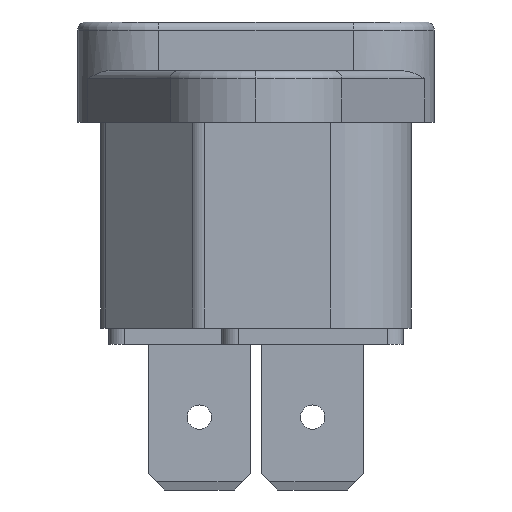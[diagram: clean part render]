
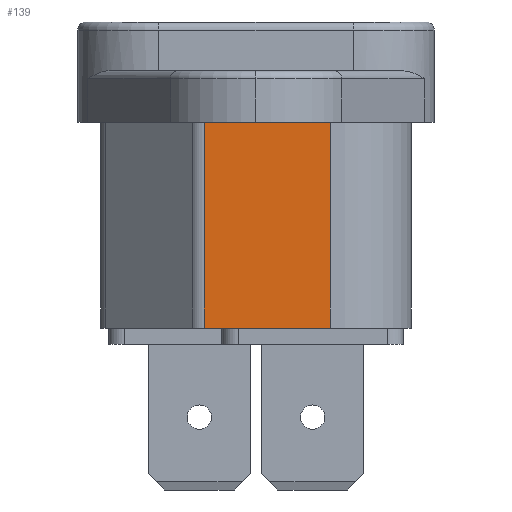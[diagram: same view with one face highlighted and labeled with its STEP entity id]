
A CAD part, left-side view. The second image highlights one B-rep face of the part: STEP entity #139.
In plain terms, the highlighted planar face has unit normal (-1, 0, 0).
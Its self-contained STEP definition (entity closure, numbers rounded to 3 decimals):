
#122 = ORIENTED_EDGE ( 'NONE', *, *, #133, .T. ) ;
#131 = ORIENTED_EDGE ( 'NONE', *, *, #136, .F. ) ;
#133 = EDGE_CURVE ( 'NONE', #1199, #1357, #1742, .T. ) ;
#135 = EDGE_LOOP ( 'NONE', ( #137, #131, #140, #122 ) ) ;
#136 = EDGE_CURVE ( 'NONE', #1200, #1433, #1738, .T. ) ;
#137 = ORIENTED_EDGE ( 'NONE', *, *, #1356, .T. ) ;
#139 = ADVANCED_FACE ( 'NONE', ( #1734 ), #1732, .F. ) ;
#140 = ORIENTED_EDGE ( 'NONE', *, *, #1204, .F. ) ;
#1199 = VERTEX_POINT ( 'NONE', #3615 ) ;
#1200 = VERTEX_POINT ( 'NONE', #3674 ) ;
#1204 = EDGE_CURVE ( 'NONE', #1199, #1200, #3672, .T. ) ;
#1356 = EDGE_CURVE ( 'NONE', #1357, #1433, #3904, .T. ) ;
#1357 = VERTEX_POINT ( 'NONE', #3900 ) ;
#1433 = VERTEX_POINT ( 'NONE', #4083 ) ;
#1728 = DIRECTION ( 'NONE',  ( 0., 0., -1. ) ) ;
#1729 = DIRECTION ( 'NONE',  ( 1., 0., 0. ) ) ;
#1730 = CARTESIAN_POINT ( 'NONE',  ( -13.5, -4.6, -12.7 ) ) ;
#1731 = AXIS2_PLACEMENT_3D ( 'NONE', #1730, #1729, #1728 ) ;
#1732 = PLANE ( 'NONE',  #1731 ) ;
#1734 = FACE_OUTER_BOUND ( 'NONE', #135, .T. ) ;
#1735 = DIRECTION ( 'NONE',  ( 0., 0., 1. ) ) ;
#1736 = VECTOR ( 'NONE', #1735, 1000. ) ;
#1737 = CARTESIAN_POINT ( 'NONE',  ( -13.5, 3.186, -12.7 ) ) ;
#1738 = LINE ( 'NONE', #1737, #1736 ) ;
#1739 = DIRECTION ( 'NONE',  ( 0., 0., 1. ) ) ;
#1740 = VECTOR ( 'NONE', #1739, 1000. ) ;
#1741 = CARTESIAN_POINT ( 'NONE',  ( -13.5, -4.6, -12.7 ) ) ;
#1742 = LINE ( 'NONE', #1741, #1740 ) ;
#3615 = CARTESIAN_POINT ( 'NONE',  ( -13.5, -4.6, -12.7 ) ) ;
#3664 = DIRECTION ( 'NONE',  ( 0., 1., 0. ) ) ;
#3665 = VECTOR ( 'NONE', #3664, 1000. ) ;
#3666 = CARTESIAN_POINT ( 'NONE',  ( -13.5, -4.6, -12.7 ) ) ;
#3672 = LINE ( 'NONE', #3666, #3665 ) ;
#3674 = CARTESIAN_POINT ( 'NONE',  ( -13.5, 3.186, -12.7 ) ) ;
#3900 = CARTESIAN_POINT ( 'NONE',  ( -13.5, -4.6, 0. ) ) ;
#3901 = DIRECTION ( 'NONE',  ( 0., 1., 0. ) ) ;
#3902 = VECTOR ( 'NONE', #3901, 1000. ) ;
#3903 = CARTESIAN_POINT ( 'NONE',  ( -13.5, -4.6, 0. ) ) ;
#3904 = LINE ( 'NONE', #3903, #3902 ) ;
#4083 = CARTESIAN_POINT ( 'NONE',  ( -13.5, 3.186, 0. ) ) ;
